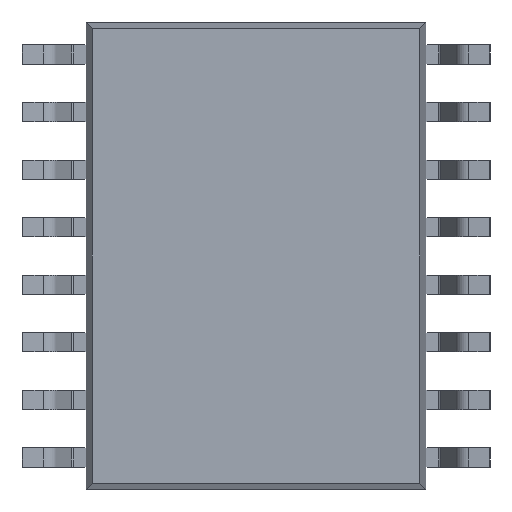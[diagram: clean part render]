
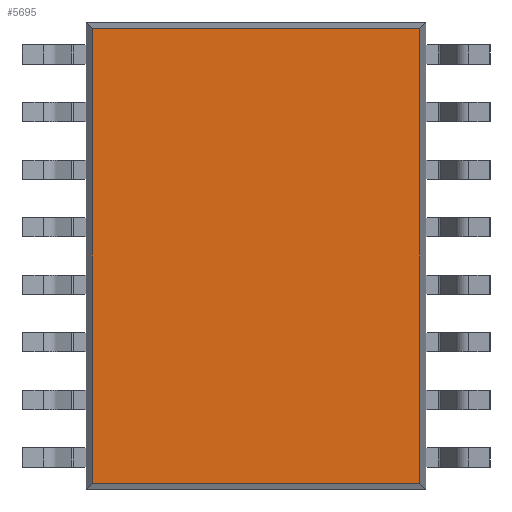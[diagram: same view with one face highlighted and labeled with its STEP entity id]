
A CAD part, front view. The second image highlights one B-rep face of the part: STEP entity #5695.
In plain terms, the highlighted planar face has unit normal (0, -1, 0).
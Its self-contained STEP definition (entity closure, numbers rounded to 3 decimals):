
#80 = LINE ( 'NONE', #1201, #3187 ) ;
#295 = LINE ( 'NONE', #1422, #5379 ) ;
#427 = EDGE_CURVE ( 'NONE', #3724, #6168, #4513, .T. ) ;
#787 = EDGE_CURVE ( 'NONE', #1339, #2867, #3198, .T. ) ;
#810 = ORIENTED_EDGE ( 'NONE', *, *, #5831, .T. ) ;
#976 = DIRECTION ( 'NONE',  ( 0., 0., 1. ) ) ;
#1018 = VECTOR ( 'NONE', #4361, 1000. ) ;
#1201 = CARTESIAN_POINT ( 'NONE',  ( 3.613, 0.3, 5.15 ) ) ;
#1243 = VECTOR ( 'NONE', #1588, 1000. ) ;
#1339 = VERTEX_POINT ( 'NONE', #2531 ) ;
#1422 = CARTESIAN_POINT ( 'NONE',  ( -3.613, 0.3, -5.15 ) ) ;
#1588 = DIRECTION ( 'NONE',  ( 1., 0., 0. ) ) ;
#1729 = EDGE_CURVE ( 'NONE', #2867, #3724, #295, .T. ) ;
#2289 = EDGE_LOOP ( 'NONE', ( #6953, #5620, #810, #5753 ) ) ;
#2438 = CARTESIAN_POINT ( 'NONE',  ( -3.75, 0.3, 5.013 ) ) ;
#2531 = CARTESIAN_POINT ( 'NONE',  ( 3.613, 0.3, 5.013 ) ) ;
#2576 = AXIS2_PLACEMENT_3D ( 'NONE', #2813, #6278, #976 ) ;
#2813 = CARTESIAN_POINT ( 'NONE',  ( 0., 0.3, 0. ) ) ;
#2867 = VERTEX_POINT ( 'NONE', #4589 ) ;
#3187 = VECTOR ( 'NONE', #3464, 1000. ) ;
#3198 = LINE ( 'NONE', #2438, #1018 ) ;
#3349 = CARTESIAN_POINT ( 'NONE',  ( 3.613, 0.3, -5.013 ) ) ;
#3464 = DIRECTION ( 'NONE',  ( 0., 0., 1. ) ) ;
#3724 = VERTEX_POINT ( 'NONE', #5543 ) ;
#4361 = DIRECTION ( 'NONE',  ( -1., 0., 0. ) ) ;
#4513 = LINE ( 'NONE', #6851, #1243 ) ;
#4589 = CARTESIAN_POINT ( 'NONE',  ( -3.613, 0.3, 5.013 ) ) ;
#5050 = PLANE ( 'NONE',  #2576 ) ;
#5379 = VECTOR ( 'NONE', #5464, 1000. ) ;
#5464 = DIRECTION ( 'NONE',  ( 0., 0., -1. ) ) ;
#5543 = CARTESIAN_POINT ( 'NONE',  ( -3.613, 0.3, -5.013 ) ) ;
#5620 = ORIENTED_EDGE ( 'NONE', *, *, #427, .T. ) ;
#5695 = ADVANCED_FACE ( 'NONE', ( #6776 ), #5050, .F. ) ;
#5753 = ORIENTED_EDGE ( 'NONE', *, *, #787, .T. ) ;
#5831 = EDGE_CURVE ( 'NONE', #6168, #1339, #80, .T. ) ;
#6168 = VERTEX_POINT ( 'NONE', #3349 ) ;
#6278 = DIRECTION ( 'NONE',  ( 0., 1., 0. ) ) ;
#6776 = FACE_OUTER_BOUND ( 'NONE', #2289, .T. ) ;
#6851 = CARTESIAN_POINT ( 'NONE',  ( 3.75, 0.3, -5.013 ) ) ;
#6953 = ORIENTED_EDGE ( 'NONE', *, *, #1729, .T. ) ;
